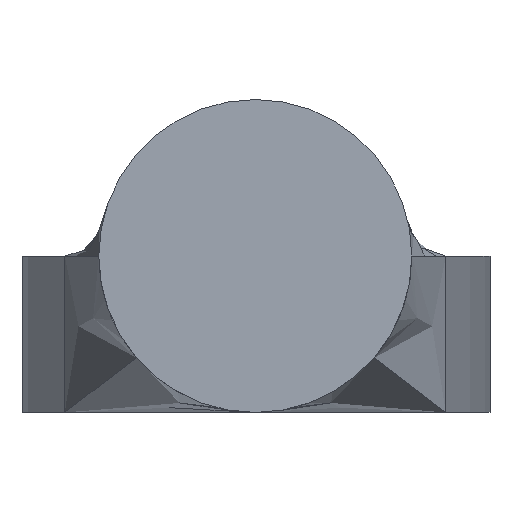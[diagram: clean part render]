
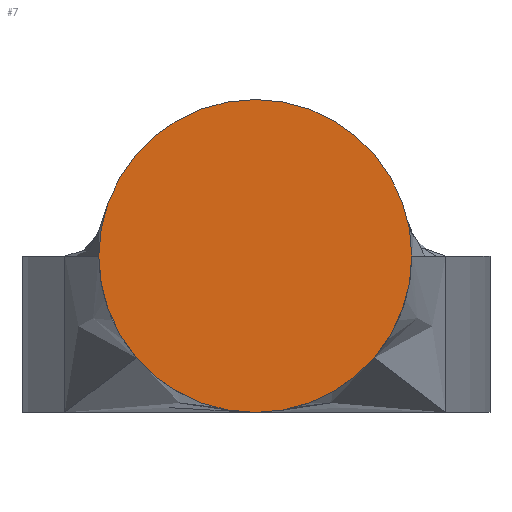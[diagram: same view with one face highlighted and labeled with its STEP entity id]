
A CAD part, front view. The second image highlights one B-rep face of the part: STEP entity #7.
In plain terms, the highlighted planar face has unit normal (0, -1, 0).
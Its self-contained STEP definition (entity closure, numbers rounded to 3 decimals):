
#7 = ADVANCED_FACE ( 'NONE', ( #307 ), #114, .F. ) ;
#43 = VERTEX_POINT ( 'NONE', #567 ) ;
#47 = EDGE_CURVE ( 'NONE', #65, #43, #408, .T. ) ;
#65 = VERTEX_POINT ( 'NONE', #281 ) ;
#114 = PLANE ( 'NONE',  #488 ) ;
#119 = CARTESIAN_POINT ( 'NONE',  ( 0., -1200., 0. ) ) ;
#130 = DIRECTION ( 'NONE',  ( 0., -1., 0. ) ) ;
#163 = DIRECTION ( 'NONE',  ( 0., 0., 1. ) ) ;
#170 = DIRECTION ( 'NONE',  ( 0., 1., 0. ) ) ;
#193 = EDGE_CURVE ( 'NONE', #43, #65, #573, .T. ) ;
#214 = DIRECTION ( 'NONE',  ( 0., 0., 1. ) ) ;
#235 = DIRECTION ( 'NONE',  ( 0., 0., 1. ) ) ;
#281 = CARTESIAN_POINT ( 'NONE',  ( 0., -1200., 3. ) ) ;
#307 = FACE_OUTER_BOUND ( 'NONE', #629, .T. ) ;
#319 = DIRECTION ( 'NONE',  ( 0., -1., 0. ) ) ;
#321 = CARTESIAN_POINT ( 'NONE',  ( 0., -1200., 0. ) ) ;
#357 = ORIENTED_EDGE ( 'NONE', *, *, #193, .T. ) ;
#402 = ORIENTED_EDGE ( 'NONE', *, *, #47, .T. ) ;
#408 = CIRCLE ( 'NONE', #436, 3. ) ;
#433 = CARTESIAN_POINT ( 'NONE',  ( 0., -1200., 0. ) ) ;
#436 = AXIS2_PLACEMENT_3D ( 'NONE', #119, #319, #214 ) ;
#488 = AXIS2_PLACEMENT_3D ( 'NONE', #321, #170, #163 ) ;
#567 = CARTESIAN_POINT ( 'NONE',  ( 0., -1200., -3. ) ) ;
#573 = CIRCLE ( 'NONE', #619, 3. ) ;
#619 = AXIS2_PLACEMENT_3D ( 'NONE', #433, #130, #235 ) ;
#629 = EDGE_LOOP ( 'NONE', ( #402, #357 ) ) ;
